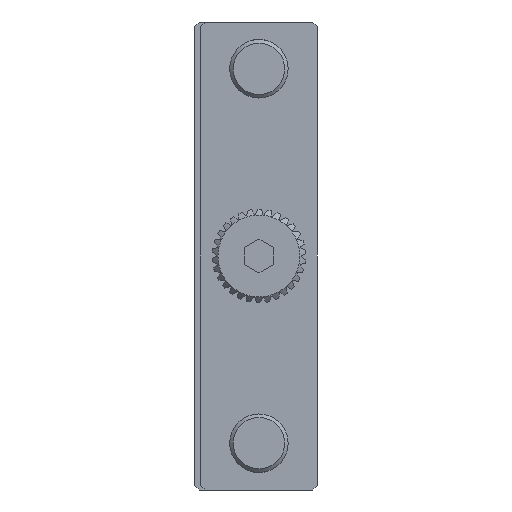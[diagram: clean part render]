
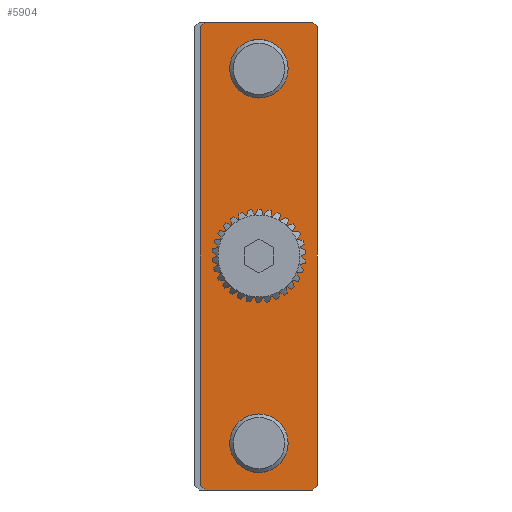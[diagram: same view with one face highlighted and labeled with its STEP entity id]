
A CAD part, left-side view. The second image highlights one B-rep face of the part: STEP entity #5904.
In plain terms, the highlighted planar face has unit normal (-1, 0, 0).
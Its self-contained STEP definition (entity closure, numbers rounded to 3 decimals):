
#13 = ORIENTED_EDGE ( 'NONE', *, *, #7159, .F. ) ;
#33 = VERTEX_POINT ( 'NONE', #4477 ) ;
#105 = EDGE_LOOP ( 'NONE', ( #1975, #4644, #348, #7132, #6151, #6919, #13, #4485 ) ) ;
#151 = EDGE_LOOP ( 'NONE', ( #7876 ) ) ;
#161 = VECTOR ( 'NONE', #2907, 1000. ) ;
#162 = CARTESIAN_POINT ( 'NONE',  ( 0., 0., 0. ) ) ;
#252 = CARTESIAN_POINT ( 'NONE',  ( 0., 5., -20. ) ) ;
#286 = EDGE_CURVE ( 'NONE', #33, #2307, #4013, .T. ) ;
#326 = VERTEX_POINT ( 'NONE', #1327 ) ;
#338 = EDGE_CURVE ( 'NONE', #7466, #2380, #2595, .T. ) ;
#348 = ORIENTED_EDGE ( 'NONE', *, *, #2696, .T. ) ;
#387 = VERTEX_POINT ( 'NONE', #2158 ) ;
#510 = CARTESIAN_POINT ( 'NONE',  ( 0., 0., -39.59 ) ) ;
#521 = EDGE_CURVE ( 'NONE', #5171, #7466, #2368, .T. ) ;
#704 = DIRECTION ( 'NONE',  ( 0., -0.707, -0.707 ) ) ;
#714 = VECTOR ( 'NONE', #5274, 1000. ) ;
#786 = VERTEX_POINT ( 'NONE', #5343 ) ;
#890 = CARTESIAN_POINT ( 'NONE',  ( 0., 0., 0. ) ) ;
#1075 = VERTEX_POINT ( 'NONE', #7165 ) ;
#1261 = EDGE_LOOP ( 'NONE', ( #2642 ) ) ;
#1327 = CARTESIAN_POINT ( 'NONE',  ( 0., 0., -0.41 ) ) ;
#1363 = AXIS2_PLACEMENT_3D ( 'NONE', #252, #5594, #8134 ) ;
#1435 = CARTESIAN_POINT ( 'NONE',  ( 0., 0.41, 0. ) ) ;
#1481 = CARTESIAN_POINT ( 'NONE',  ( 0., 9.59, -40. ) ) ;
#1731 = CARTESIAN_POINT ( 'NONE',  ( 0., 0.41, -40. ) ) ;
#1746 = CARTESIAN_POINT ( 'NONE',  ( 0., 0., -39.59 ) ) ;
#1907 = CARTESIAN_POINT ( 'NONE',  ( 0., 10., -0.41 ) ) ;
#1915 = VECTOR ( 'NONE', #704, 1000. ) ;
#1945 = DIRECTION ( 'NONE',  ( 0., -0.707, -0.707 ) ) ;
#1975 = ORIENTED_EDGE ( 'NONE', *, *, #3499, .T. ) ;
#2112 = ORIENTED_EDGE ( 'NONE', *, *, #6556, .F. ) ;
#2158 = CARTESIAN_POINT ( 'NONE',  ( 0., 9.59, 0. ) ) ;
#2307 = VERTEX_POINT ( 'NONE', #6094 ) ;
#2368 = LINE ( 'NONE', #1746, #161 ) ;
#2380 = VERTEX_POINT ( 'NONE', #1481 ) ;
#2452 = EDGE_LOOP ( 'NONE', ( #2112 ) ) ;
#2463 = AXIS2_PLACEMENT_3D ( 'NONE', #890, #6108, #7499 ) ;
#2513 = CARTESIAN_POINT ( 'NONE',  ( 0., 5., -4. ) ) ;
#2528 = CARTESIAN_POINT ( 'NONE',  ( 0., 5., -33.5 ) ) ;
#2595 = LINE ( 'NONE', #3968, #714 ) ;
#2601 = CIRCLE ( 'NONE', #7500, 2.5 ) ;
#2642 = ORIENTED_EDGE ( 'NONE', *, *, #3636, .F. ) ;
#2696 = EDGE_CURVE ( 'NONE', #33, #2380, #3400, .T. ) ;
#2907 = DIRECTION ( 'NONE',  ( 0., 0.707, -0.707 ) ) ;
#3400 = LINE ( 'NONE', #7302, #4256 ) ;
#3402 = AXIS2_PLACEMENT_3D ( 'NONE', #6000, #6042, #8016 ) ;
#3427 = PLANE ( 'NONE',  #2463 ) ;
#3499 = EDGE_CURVE ( 'NONE', #387, #2307, #7883, .T. ) ;
#3636 = EDGE_CURVE ( 'NONE', #7842, #7842, #6764, .T. ) ;
#3757 = DIRECTION ( 'NONE',  ( 0., 0., 1. ) ) ;
#3879 = DIRECTION ( 'NONE',  ( 0., 0., 1. ) ) ;
#3944 = EDGE_CURVE ( 'NONE', #387, #6280, #6302, .T. ) ;
#3968 = CARTESIAN_POINT ( 'NONE',  ( 0., 0., -40. ) ) ;
#4013 = LINE ( 'NONE', #7862, #5327 ) ;
#4070 = LINE ( 'NONE', #7873, #6561 ) ;
#4227 = FACE_OUTER_BOUND ( 'NONE', #105, .T. ) ;
#4256 = VECTOR ( 'NONE', #1945, 1000. ) ;
#4477 = CARTESIAN_POINT ( 'NONE',  ( 0., 10., -39.59 ) ) ;
#4485 = ORIENTED_EDGE ( 'NONE', *, *, #3944, .F. ) ;
#4644 = ORIENTED_EDGE ( 'NONE', *, *, #286, .F. ) ;
#4781 = LINE ( 'NONE', #1435, #1915 ) ;
#4856 = DIRECTION ( 'NONE',  ( 0., -1., 0. ) ) ;
#5171 = VERTEX_POINT ( 'NONE', #510 ) ;
#5260 = EDGE_CURVE ( 'NONE', #786, #786, #2601, .T. ) ;
#5274 = DIRECTION ( 'NONE',  ( 0., 1., 0. ) ) ;
#5284 = DIRECTION ( 'NONE',  ( 0., 0., 1. ) ) ;
#5327 = VECTOR ( 'NONE', #3879, 1000. ) ;
#5343 = CARTESIAN_POINT ( 'NONE',  ( 0., 5., -1.5 ) ) ;
#5570 = CIRCLE ( 'NONE', #1363, 1.5 ) ;
#5594 = DIRECTION ( 'NONE',  ( -1., 0., 0. ) ) ;
#5682 = CARTESIAN_POINT ( 'NONE',  ( 0., 0.41, 0. ) ) ;
#5774 = VECTOR ( 'NONE', #4856, 1000. ) ;
#5798 = VECTOR ( 'NONE', #5820, 1000. ) ;
#5820 = DIRECTION ( 'NONE',  ( 0., 0.707, -0.707 ) ) ;
#5904 = ADVANCED_FACE ( 'NONE', ( #4227, #6281, #6894, #8163 ), #3427, .F. ) ;
#6000 = CARTESIAN_POINT ( 'NONE',  ( 0., 5., -36. ) ) ;
#6042 = DIRECTION ( 'NONE',  ( -1., 0., 0. ) ) ;
#6094 = CARTESIAN_POINT ( 'NONE',  ( 0., 10., -0.41 ) ) ;
#6108 = DIRECTION ( 'NONE',  ( 1., 0., 0. ) ) ;
#6151 = ORIENTED_EDGE ( 'NONE', *, *, #521, .F. ) ;
#6280 = VERTEX_POINT ( 'NONE', #5682 ) ;
#6281 = FACE_BOUND ( 'NONE', #1261, .T. ) ;
#6302 = LINE ( 'NONE', #162, #5774 ) ;
#6556 = EDGE_CURVE ( 'NONE', #1075, #1075, #5570, .T. ) ;
#6561 = VECTOR ( 'NONE', #5284, 1000. ) ;
#6764 = CIRCLE ( 'NONE', #3402, 2.5 ) ;
#6894 = FACE_BOUND ( 'NONE', #151, .T. ) ;
#6919 = ORIENTED_EDGE ( 'NONE', *, *, #7527, .T. ) ;
#7132 = ORIENTED_EDGE ( 'NONE', *, *, #338, .F. ) ;
#7159 = EDGE_CURVE ( 'NONE', #6280, #326, #4781, .T. ) ;
#7165 = CARTESIAN_POINT ( 'NONE',  ( 0., 5., -18.5 ) ) ;
#7302 = CARTESIAN_POINT ( 'NONE',  ( 0., 9.59, -40. ) ) ;
#7466 = VERTEX_POINT ( 'NONE', #1731 ) ;
#7499 = DIRECTION ( 'NONE',  ( 0., 0., -1. ) ) ;
#7500 = AXIS2_PLACEMENT_3D ( 'NONE', #2513, #8531, #3757 ) ;
#7527 = EDGE_CURVE ( 'NONE', #5171, #326, #4070, .T. ) ;
#7842 = VERTEX_POINT ( 'NONE', #2528 ) ;
#7862 = CARTESIAN_POINT ( 'NONE',  ( 0., 10., 0. ) ) ;
#7873 = CARTESIAN_POINT ( 'NONE',  ( 0., 0., -0.41 ) ) ;
#7876 = ORIENTED_EDGE ( 'NONE', *, *, #5260, .F. ) ;
#7883 = LINE ( 'NONE', #1907, #5798 ) ;
#8016 = DIRECTION ( 'NONE',  ( 0., 0., 1. ) ) ;
#8134 = DIRECTION ( 'NONE',  ( 0., 0., 1. ) ) ;
#8163 = FACE_BOUND ( 'NONE', #2452, .T. ) ;
#8531 = DIRECTION ( 'NONE',  ( -1., 0., 0. ) ) ;
